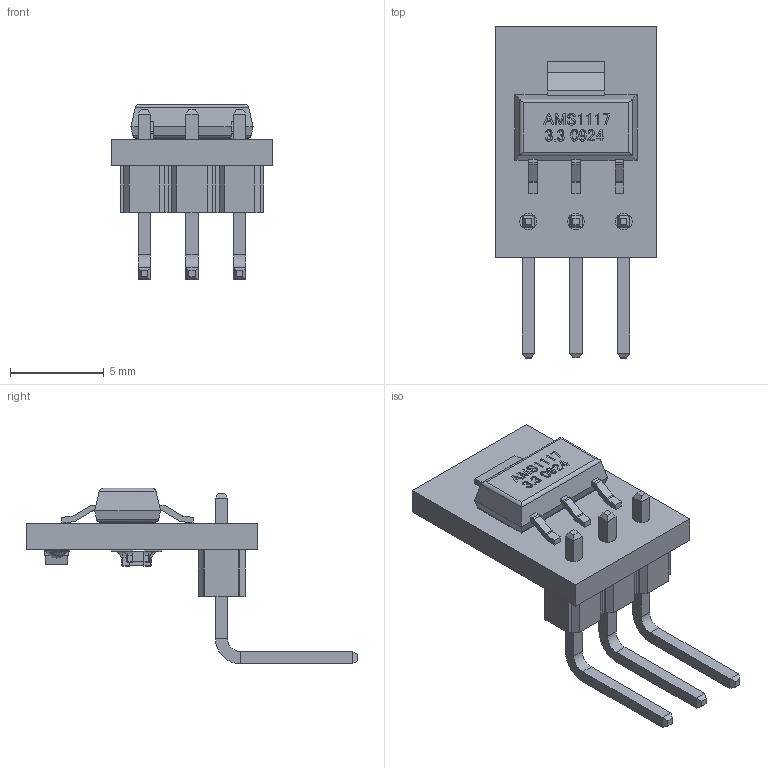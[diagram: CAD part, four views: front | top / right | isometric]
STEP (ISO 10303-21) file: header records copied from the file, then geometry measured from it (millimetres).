
FILE_DESCRIPTION(/* description */ (''),/* implementation_level */ '2;1');
FILE_NAME(/* name */ '5V_3.3V step-down_AMS1117.stp',/* time_stamp */ '2018-02-20T10:28:25+01:00',/* author */ (''),/* organization */ (''),/* preprocessor_version */ 'ST-DEVELOPER v16',/* originating_system */ 'SIEMENS PLM Software NX 11.0',/* authorisation */ '');
FILE_SCHEMA (('AUTOMOTIVE_DESIGN { 1 0 10303 214 3 1 1 1 }'));
Length unit declared in the file: millimetre
Products named in the file (1): Mare15681319fs3o
Bounding box: 8.6 x 17.65 x 9.33 mm (x, y, z)
Volume: 254.3 mm3; surface area: 661.6 mm2
Topology: 18 solids, 18 shells, 621 faces, 1683 edges, 1135 vertices
Faces by surface type: plane 432, cylinder 112, bspline 44, torus 18, extrusion 13, sphere 2
Full cylindrical faces by diameter (mm): 0.5 x1, 0.9 x3
Entity records: 22151 total; most frequent: CARTESIAN_POINT 6448, ORIENTED_EDGE 3338, DIRECTION 2765, EDGE_CURVE 1669, VECTOR 1155, LINE 1142, VERTEX_POINT 1130, AXIS2_PLACEMENT_3D 805
